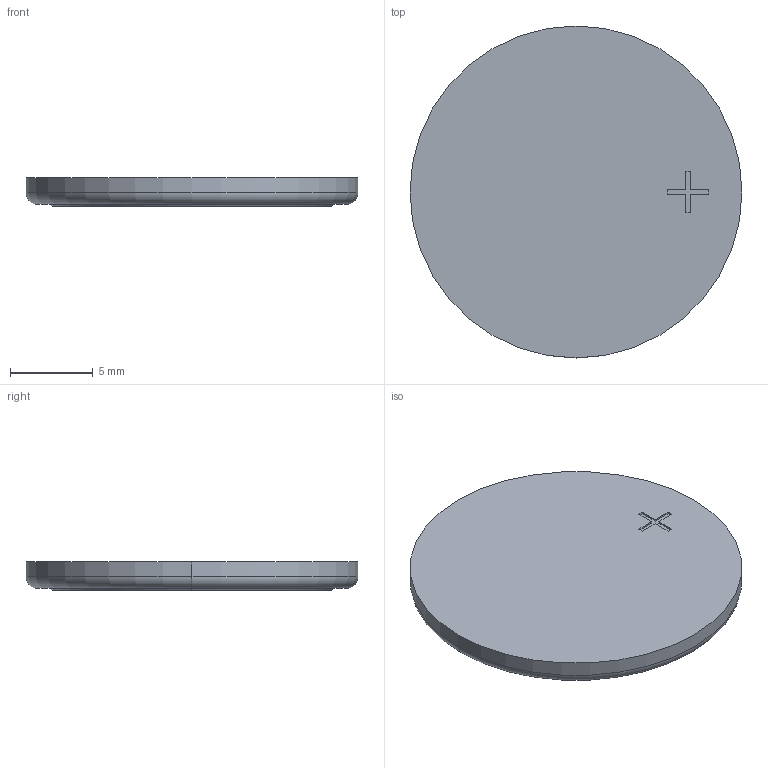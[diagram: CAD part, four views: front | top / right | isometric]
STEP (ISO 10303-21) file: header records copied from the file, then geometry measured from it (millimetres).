
FILE_DESCRIPTION((''),'2;1');
FILE_NAME('BAT_VARTA_CR2016.stp','2009-10-20T15:34:04',(''),(''),'Mechanical Desktop 2006','Mechanical Desktop 2006',', , ');
FILE_SCHEMA(('AUTOMOTIVE_DESIGN { 1 2 10303 214 0 1 1 1 }'));
Length unit declared in the file: millimetre
Products named in the file (1): Product
Bounding box: 20 x 20 x 1.7 mm (x, y, z)
Volume: 518.6 mm3; surface area: 1182.9 mm2
Topology: 4 solids, 4 shells, 43 faces, 100 edges, 66 vertices
Faces by surface type: plane 33, cylinder 6, torus 4
Entity records: 1280 total; most frequent: CARTESIAN_POINT 210, DIRECTION 210, ORIENTED_EDGE 200, EDGE_CURVE 100, VECTOR 78, LINE 78, AXIS2_PLACEMENT_3D 66, VERTEX_POINT 66
